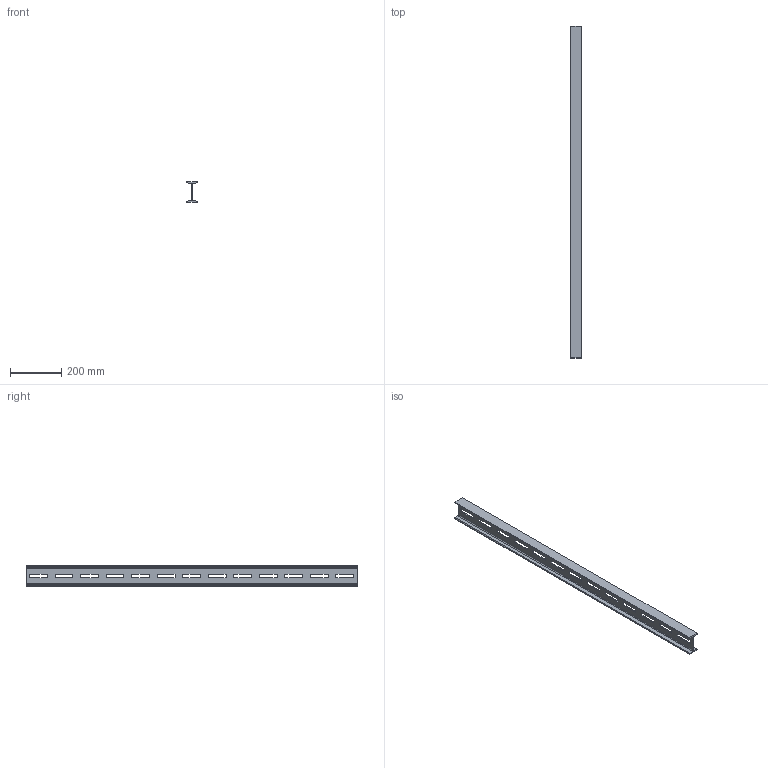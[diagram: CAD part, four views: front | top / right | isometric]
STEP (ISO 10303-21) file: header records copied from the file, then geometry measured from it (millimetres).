
FILE_DESCRIPTION((''),'2;1');
FILE_NAME('6337147','2012-07-18T',('AndreasKeweloh'),(''),'PRO/ENGINEER BY PARAMETRIC TECHNOLOGY CORPORATION, 2012130','PRO/ENGINEER BY PARAMETRIC TECHNOLOGY CORPORATION, 2012130','');
FILE_SCHEMA(('CONFIG_CONTROL_DESIGN'));
Length unit declared in the file: millimetre
Products named in the file (1): 6337147
Bounding box: 42 x 1300 x 80 mm (x, y, z)
Volume: 919086.8 mm3; surface area: 377928.9 mm2
Topology: 1 solids, 1 shells, 74 faces, 216 edges, 144 vertices
Faces by surface type: plane 66, cylinder 8
Entity records: 2506 total; most frequent: CARTESIAN_POINT 434, ORIENTED_EDGE 432, DIRECTION 380, EDGE_CURVE 216, VECTOR 200, LINE 200, VERTEX_POINT 144, EDGE_LOOP 100
